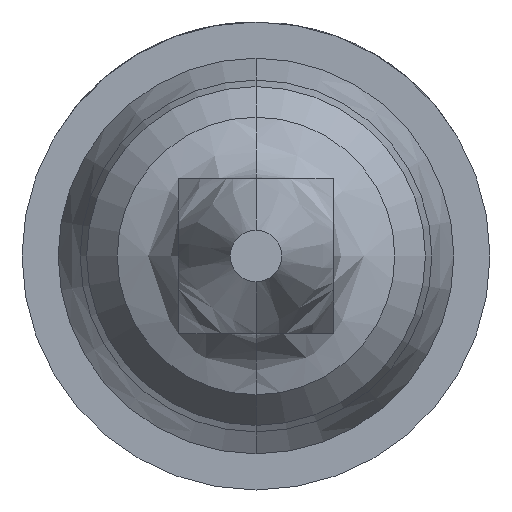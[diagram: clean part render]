
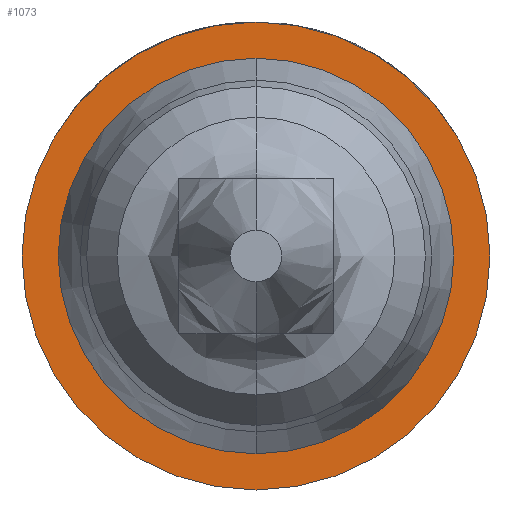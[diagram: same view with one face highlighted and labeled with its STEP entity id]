
A CAD part, front view. The second image highlights one B-rep face of the part: STEP entity #1073.
In plain terms, the highlighted planar face has unit normal (0, -1, 0).
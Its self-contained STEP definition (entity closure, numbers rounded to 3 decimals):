
#70 = AXIS2_PLACEMENT_3D ( 'NONE', #2661, #1010, #2070 ) ;
#71 = ORIENTED_EDGE ( 'NONE', *, *, #910, .F. ) ;
#139 = DIRECTION ( 'NONE',  ( 0., 1., 0. ) ) ;
#162 = ORIENTED_EDGE ( 'NONE', *, *, #2763, .F. ) ;
#304 = EDGE_LOOP ( 'NONE', ( #71, #162 ) ) ;
#347 = CARTESIAN_POINT ( 'NONE',  ( 0., 0., -0.71 ) ) ;
#397 = AXIS2_PLACEMENT_3D ( 'NONE', #1943, #2718, #1382 ) ;
#429 = EDGE_CURVE ( 'Defeature ausgef�hrt2_3+Defeature ausgef�hrt2_2+Defeature ausgef�hrt2_2+Defeature ausgef�hrt2_2', #501, #2387, #1912, .T. ) ;
#501 = VERTEX_POINT ( 'NONE', #3046 ) ;
#614 = CARTESIAN_POINT ( 'NONE',  ( 0., 0., 0.905 ) ) ;
#631 = EDGE_CURVE ( 'Defeature ausgef�hrt2_3+Defeature ausgef�hrt2_2+Defeature ausgef�hrt2_2+Defeature ausgef�hrt2_2', #2387, #501, #2355, .T. ) ;
#679 = AXIS2_PLACEMENT_3D ( 'NONE', #2035, #3364, #1230 ) ;
#682 = DIRECTION ( 'NONE',  ( 0., 0., 1. ) ) ;
#773 = DIRECTION ( 'NONE',  ( 0., 0., 1. ) ) ;
#910 = EDGE_CURVE ( 'Defeature ausgef�hrt2_1+Defeature ausgef�hrt2_2+Defeature ausgef�hrt2_2+Defeature ausgef�hrt2_2', #923, #2009, #3362, .T. ) ;
#923 = VERTEX_POINT ( 'NONE', #614 ) ;
#1010 = DIRECTION ( 'NONE',  ( 0., -1., 0. ) ) ;
#1023 = CARTESIAN_POINT ( 'NONE',  ( 0.905, 0., 0. ) ) ;
#1027 = CIRCLE ( 'NONE', #679, 0.905 ) ;
#1073 = ADVANCED_FACE ( 'Defeature ausgef�hrt2_2', ( #3175, #3421 ), #1490, .F. ) ;
#1230 = DIRECTION ( 'NONE',  ( 0., 0., 1. ) ) ;
#1382 = DIRECTION ( 'NONE',  ( 0., 0., 1. ) ) ;
#1490 = PLANE ( 'NONE',  #3141 ) ;
#1857 = AXIS2_PLACEMENT_3D ( 'NONE', #1956, #139, #682 ) ;
#1912 = CIRCLE ( 'NONE', #397, 0.71 ) ;
#1943 = CARTESIAN_POINT ( 'NONE',  ( 0., 0., 0. ) ) ;
#1956 = CARTESIAN_POINT ( 'NONE',  ( 0., 0., 0. ) ) ;
#2009 = VERTEX_POINT ( 'NONE', #2417 ) ;
#2035 = CARTESIAN_POINT ( 'NONE',  ( 0., 0., 0. ) ) ;
#2070 = DIRECTION ( 'NONE',  ( 0., 0., 1. ) ) ;
#2284 = ORIENTED_EDGE ( 'NONE', *, *, #631, .F. ) ;
#2318 = EDGE_LOOP ( 'NONE', ( #2897, #2284 ) ) ;
#2355 = CIRCLE ( 'NONE', #70, 0.71 ) ;
#2387 = VERTEX_POINT ( 'NONE', #347 ) ;
#2417 = CARTESIAN_POINT ( 'NONE',  ( 0., 0., -0.905 ) ) ;
#2558 = DIRECTION ( 'NONE',  ( 0., 1., 0. ) ) ;
#2661 = CARTESIAN_POINT ( 'NONE',  ( 0., 0., 0. ) ) ;
#2718 = DIRECTION ( 'NONE',  ( 0., -1., 0. ) ) ;
#2763 = EDGE_CURVE ( 'Defeature ausgef�hrt2_1+Defeature ausgef�hrt2_2+Defeature ausgef�hrt2_2+Defeature ausgef�hrt2_2', #2009, #923, #1027, .T. ) ;
#2897 = ORIENTED_EDGE ( 'NONE', *, *, #429, .F. ) ;
#3046 = CARTESIAN_POINT ( 'NONE',  ( 0., 0., 0.71 ) ) ;
#3141 = AXIS2_PLACEMENT_3D ( 'NONE', #1023, #2558, #773 ) ;
#3175 = FACE_BOUND ( 'NONE', #2318, .T. ) ;
#3362 = CIRCLE ( 'NONE', #1857, 0.905 ) ;
#3364 = DIRECTION ( 'NONE',  ( 0., 1., 0. ) ) ;
#3421 = FACE_OUTER_BOUND ( 'NONE', #304, .T. ) ;
